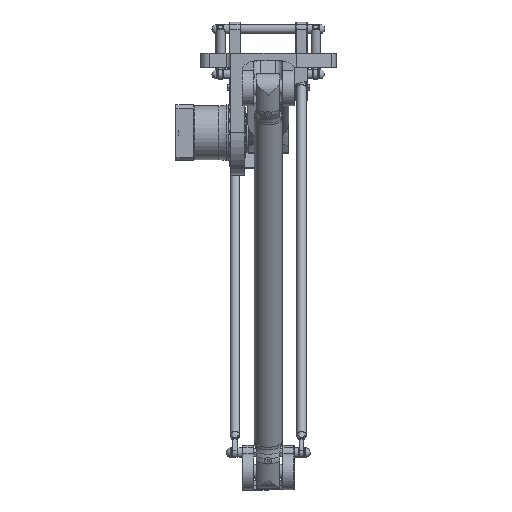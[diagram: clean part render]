
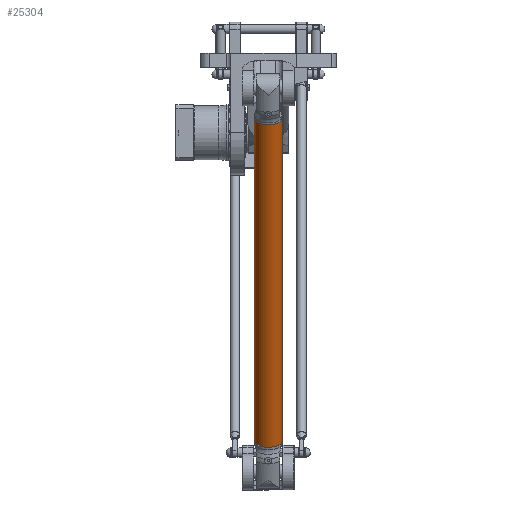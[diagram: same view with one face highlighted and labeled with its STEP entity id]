
A CAD part, front view. The second image highlights one B-rep face of the part: STEP entity #25304.
In plain terms, the highlighted cylindrical face has radius 30 mm (diameter 60 mm), a full revolution.
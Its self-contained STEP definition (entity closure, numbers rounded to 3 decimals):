
#993=FACE_BOUND('',#6779,.T.);
#2687=CIRCLE('',#27983,30.);
#2694=CIRCLE('',#27995,30.);
#3468=CYLINDRICAL_SURFACE('',#27996,30.);
#4703=FACE_OUTER_BOUND('',#6778,.T.);
#6778=EDGE_LOOP('',(#21361));
#6779=EDGE_LOOP('',(#21362));
#12743=VERTEX_POINT('',#46313);
#12750=VERTEX_POINT('',#46332);
#15719=EDGE_CURVE('',#12743,#12743,#2687,.T.);
#15726=EDGE_CURVE('',#12750,#12750,#2694,.T.);
#21361=ORIENTED_EDGE('',*,*,#15726,.T.);
#21362=ORIENTED_EDGE('',*,*,#15719,.T.);
#25304=ADVANCED_FACE('',(#4703,#993),#3468,.T.);
#27983=AXIS2_PLACEMENT_3D('',#46314,#34220,#34221);
#27995=AXIS2_PLACEMENT_3D('',#46333,#34244,#34245);
#27996=AXIS2_PLACEMENT_3D('',#46334,#34246,#34247);
#34220=DIRECTION('center_axis',(1.,0.,0.));
#34221=DIRECTION('ref_axis',(0.,0.,1.));
#34244=DIRECTION('center_axis',(-1.,0.,0.));
#34245=DIRECTION('ref_axis',(0.,0.,1.));
#34246=DIRECTION('center_axis',(-1.,0.,0.));
#34247=DIRECTION('ref_axis',(0.,0.,1.));
#46313=CARTESIAN_POINT('',(-719.9,0.,-30.));
#46314=CARTESIAN_POINT('Origin',(-719.9,0.,0.));
#46332=CARTESIAN_POINT('',(60.9,0.,-30.));
#46333=CARTESIAN_POINT('Origin',(60.9,0.,0.));
#46334=CARTESIAN_POINT('Origin',(65.,0.,0.));
